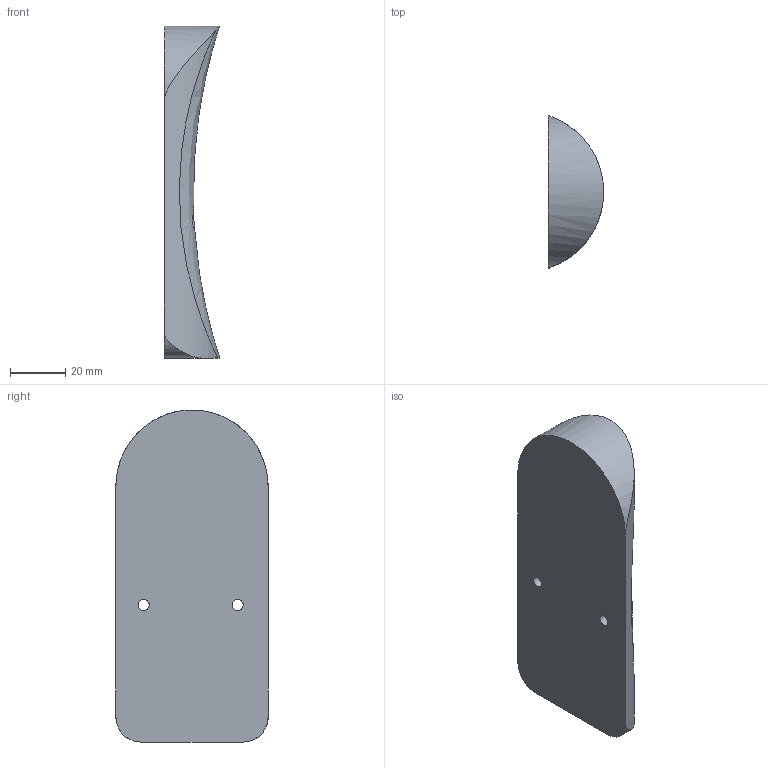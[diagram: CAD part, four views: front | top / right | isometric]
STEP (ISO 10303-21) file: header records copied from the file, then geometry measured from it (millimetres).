
FILE_DESCRIPTION(/* description */ (''),/* implementation_level */ '2;1');
FILE_NAME(/* name */ 'StockPlate.step',/* time_stamp */ '2018-10-22T17:30:20-05:00',/* author */ (''),/* organization */ (''),/* preprocessor_version */ 'ST-DEVELOPER v17.2',/* originating_system */ 'Autodesk Translation Framework v7.6.0.251',/* authorisation */ '');
FILE_SCHEMA (('AUTOMOTIVE_DESIGN { 1 0 10303 214 3 1 1 }'));
Length unit declared in the file: millimetre
Products named in the file (1): StockPlate
Bounding box: 20 x 55 x 120 mm (x, y, z)
Volume: 72087.9 mm3; surface area: 15979.5 mm2
Topology: 1 solids, 1 shells, 20 faces, 53 edges, 31 vertices
Faces by surface type: cylinder 9, bspline 7, plane 4
Full cylindrical faces by diameter (mm): 4 x2, 6.5 x2
Entity records: 1282 total; most frequent: CARTESIAN_POINT 819, ORIENTED_EDGE 98, DIRECTION 67, EDGE_CURVE 49, VERTEX_POINT 31, AXIS2_PLACEMENT_3D 29, B_SPLINE_CURVE_WITH_KNOTS 25, EDGE_LOOP 24
